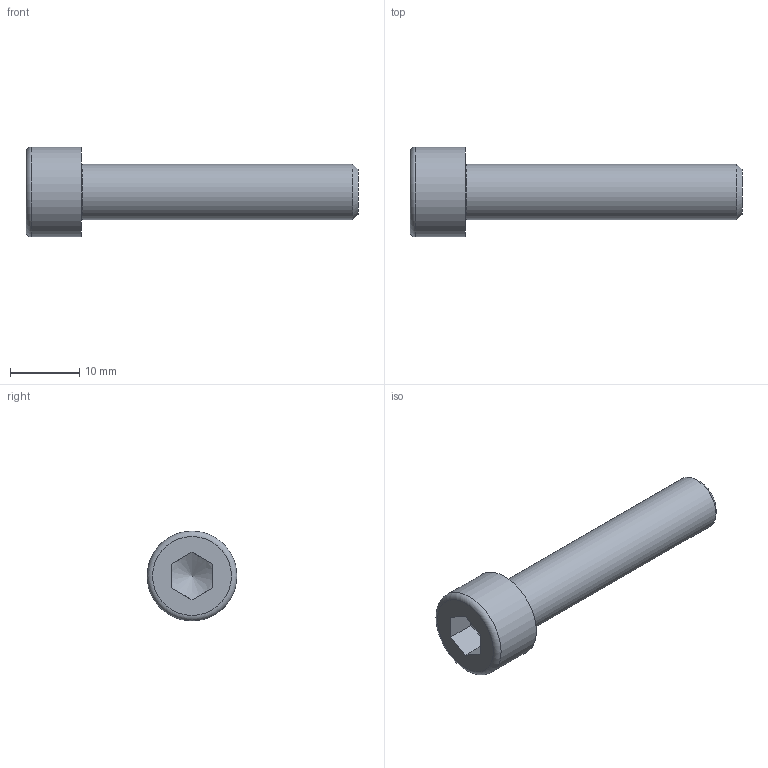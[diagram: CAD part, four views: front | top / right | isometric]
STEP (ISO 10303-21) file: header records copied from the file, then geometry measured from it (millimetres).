
FILE_DESCRIPTION(/* description */ ('Šroub DIN 912'),/* implementation_level */ '2;1');
FILE_NAME(/* name */ '200840-1.stp',/* time_stamp */ '2013-12-05T18:52:49+01:00',/* author */ ('PC'),/* organization */ (''),/* preprocessor_version */ 'ST-DEVELOPER v15.2',/* originating_system */ 'Autodesk Inventor 2014',/* authorisation */ '');
FILE_SCHEMA (('AUTOMOTIVE_DESIGN { 1 0 10303 214 3 1 1 }'));
Length unit declared in the file: millimetre
Products named in the file (1): 200840-1
Bounding box: 48 x 13 x 13 mm (x, y, z)
Volume: 2911 mm3; surface area: 1661.7 mm2
Topology: 1 solids, 1 shells, 15 faces, 32 edges, 20 vertices
Faces by surface type: plane 9, torus 2, cylinder 2, cone 2
Full cylindrical faces by diameter (mm): 8 x1, 13 x1
Entity records: 377 total; most frequent: CARTESIAN_POINT 72, DIRECTION 58, ORIENTED_EDGE 50, EDGE_CURVE 25, AXIS2_PLACEMENT_3D 23, EDGE_LOOP 22, VERTEX_POINT 19, ADVANCED_FACE 15
